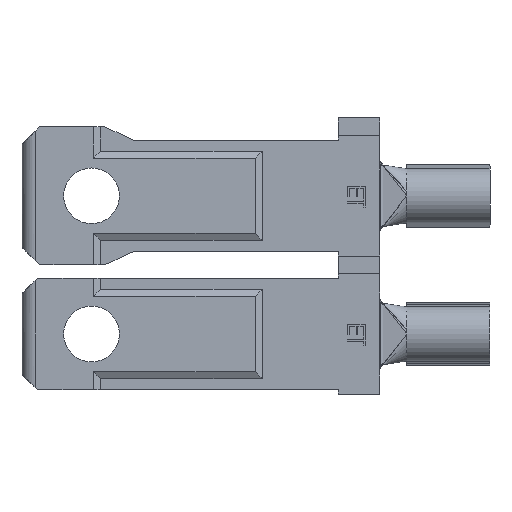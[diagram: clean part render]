
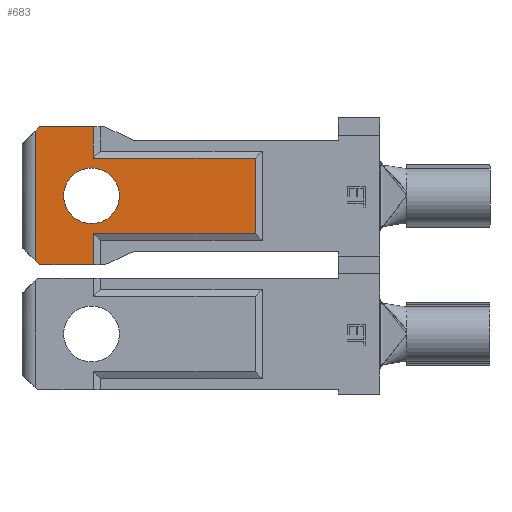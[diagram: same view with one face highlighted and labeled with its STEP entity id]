
A CAD part, front view. The second image highlights one B-rep face of the part: STEP entity #683.
In plain terms, the highlighted planar face has unit normal (0, -1, 0).
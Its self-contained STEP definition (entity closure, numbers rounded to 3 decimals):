
#256 = ORIENTED_EDGE ( 'NONE', *, *, #480, .T. ) ;
#417 = DIRECTION ( 'NONE',  ( 0., 0., -1. ) ) ;
#480 = EDGE_CURVE ( 'NONE', #4887, #6257, #1076, .T. ) ;
#485 = ORIENTED_EDGE ( 'NONE', *, *, #3494, .T. ) ;
#683 = ADVANCED_FACE ( 'NONE', ( #2946, #937 ), #6814, .F. ) ;
#738 = CARTESIAN_POINT ( 'NONE',  ( 3.312, -0.762, 3.937 ) ) ;
#806 = CARTESIAN_POINT ( 'NONE',  ( 3.312, -0.762, 2.144 ) ) ;
#865 = DIRECTION ( 'NONE',  ( 1., 0., 0. ) ) ;
#907 = VERTEX_POINT ( 'NONE', #806 ) ;
#937 = FACE_OUTER_BOUND ( 'NONE', #1133, .T. ) ;
#960 = CARTESIAN_POINT ( 'NONE',  ( 3.2, -0.762, 1.587 ) ) ;
#1006 = VECTOR ( 'NONE', #8472, 1000. ) ;
#1076 = CIRCLE ( 'NONE', #6262, 1.587 ) ;
#1133 = EDGE_LOOP ( 'NONE', ( #4753, #4421, #2529, #2044, #3214, #8187, #4243, #10067, #4498, #4799 ) ) ;
#1157 = CARTESIAN_POINT ( 'NONE',  ( 0.254, -0.762, -3.937 ) ) ;
#1416 = VECTOR ( 'NONE', #5235, 1000. ) ;
#1501 = VERTEX_POINT ( 'NONE', #10155 ) ;
#1688 = CARTESIAN_POINT ( 'NONE',  ( 0.254, -0.762, 3.937 ) ) ;
#1930 = VERTEX_POINT ( 'NONE', #1688 ) ;
#2044 = ORIENTED_EDGE ( 'NONE', *, *, #4253, .F. ) ;
#2144 = VECTOR ( 'NONE', #7597, 1000. ) ;
#2154 = VERTEX_POINT ( 'NONE', #5442 ) ;
#2340 = VERTEX_POINT ( 'NONE', #7126 ) ;
#2351 = DIRECTION ( 'NONE',  ( 1., 0., 0. ) ) ;
#2388 = CARTESIAN_POINT ( 'NONE',  ( 3.2, -0.762, 0. ) ) ;
#2418 = EDGE_CURVE ( 'NONE', #5505, #3339, #10156, .T. ) ;
#2529 = ORIENTED_EDGE ( 'NONE', *, *, #10033, .F. ) ;
#2559 = VERTEX_POINT ( 'NONE', #6679 ) ;
#2588 = LINE ( 'NONE', #3947, #10884 ) ;
#2594 = CARTESIAN_POINT ( 'NONE',  ( 0., -0.762, 3.937 ) ) ;
#2946 = FACE_BOUND ( 'NONE', #9955, .T. ) ;
#3019 = VECTOR ( 'NONE', #8000, 1000. ) ;
#3159 = LINE ( 'NONE', #4374, #1416 ) ;
#3214 = ORIENTED_EDGE ( 'NONE', *, *, #3778, .F. ) ;
#3257 = DIRECTION ( 'NONE',  ( 0., 0., 1. ) ) ;
#3339 = VERTEX_POINT ( 'NONE', #3868 ) ;
#3494 = EDGE_CURVE ( 'NONE', #6257, #4887, #8263, .T. ) ;
#3571 = VECTOR ( 'NONE', #865, 1000. ) ;
#3579 = EDGE_CURVE ( 'NONE', #3842, #4166, #3159, .T. ) ;
#3751 = AXIS2_PLACEMENT_3D ( 'NONE', #9401, #5157, #11098 ) ;
#3778 = EDGE_CURVE ( 'NONE', #1930, #2559, #10395, .T. ) ;
#3814 = VECTOR ( 'NONE', #417, 1000. ) ;
#3837 = DIRECTION ( 'NONE',  ( 1., 0., 0. ) ) ;
#3842 = VERTEX_POINT ( 'NONE', #10376 ) ;
#3868 = CARTESIAN_POINT ( 'NONE',  ( 3.312, -0.762, -3.937 ) ) ;
#3947 = CARTESIAN_POINT ( 'NONE',  ( 0., -0.762, 3.937 ) ) ;
#4166 = VERTEX_POINT ( 'NONE', #10852 ) ;
#4243 = ORIENTED_EDGE ( 'NONE', *, *, #5889, .T. ) ;
#4253 = EDGE_CURVE ( 'NONE', #2559, #907, #10117, .T. ) ;
#4276 = DIRECTION ( 'NONE',  ( 0., 1., 0. ) ) ;
#4374 = CARTESIAN_POINT ( 'NONE',  ( 12.533, -0.762, 2.54 ) ) ;
#4421 = ORIENTED_EDGE ( 'NONE', *, *, #3579, .F. ) ;
#4498 = ORIENTED_EDGE ( 'NONE', *, *, #2418, .T. ) ;
#4671 = CARTESIAN_POINT ( 'NONE',  ( 0.254, -0.762, -3.937 ) ) ;
#4697 = VECTOR ( 'NONE', #2351, 1000. ) ;
#4753 = ORIENTED_EDGE ( 'NONE', *, *, #8814, .T. ) ;
#4799 = ORIENTED_EDGE ( 'NONE', *, *, #5481, .F. ) ;
#4879 = DIRECTION ( 'NONE',  ( 1., 0., 0. ) ) ;
#4887 = VERTEX_POINT ( 'NONE', #8019 ) ;
#5078 = LINE ( 'NONE', #1157, #3019 ) ;
#5157 = DIRECTION ( 'NONE',  ( 0., 1., 0. ) ) ;
#5201 = LINE ( 'NONE', #9983, #9738 ) ;
#5235 = DIRECTION ( 'NONE',  ( 0., 0., -1. ) ) ;
#5442 = CARTESIAN_POINT ( 'NONE',  ( 3.312, -0.762, -2.144 ) ) ;
#5481 = EDGE_CURVE ( 'NONE', #2154, #3339, #6362, .T. ) ;
#5505 = VERTEX_POINT ( 'NONE', #4671 ) ;
#5889 = EDGE_CURVE ( 'NONE', #1501, #2340, #2588, .T. ) ;
#6257 = VERTEX_POINT ( 'NONE', #960 ) ;
#6262 = AXIS2_PLACEMENT_3D ( 'NONE', #9385, #4276, #10236 ) ;
#6362 = LINE ( 'NONE', #8083, #3814 ) ;
#6423 = CARTESIAN_POINT ( 'NONE',  ( 0., -0.762, -3.937 ) ) ;
#6679 = CARTESIAN_POINT ( 'NONE',  ( 3.312, -0.762, 3.937 ) ) ;
#6814 = PLANE ( 'NONE',  #3751 ) ;
#6942 = LINE ( 'NONE', #9178, #4697 ) ;
#6975 = LINE ( 'NONE', #10999, #2144 ) ;
#7126 = CARTESIAN_POINT ( 'NONE',  ( 0., -0.762, -3.683 ) ) ;
#7499 = EDGE_CURVE ( 'NONE', #1930, #1501, #6975, .T. ) ;
#7597 = DIRECTION ( 'NONE',  ( -0.707, 0., -0.707 ) ) ;
#7879 = VECTOR ( 'NONE', #3837, 1000. ) ;
#8000 = DIRECTION ( 'NONE',  ( 0.707, 0., -0.707 ) ) ;
#8019 = CARTESIAN_POINT ( 'NONE',  ( 3.2, -0.762, -1.587 ) ) ;
#8083 = CARTESIAN_POINT ( 'NONE',  ( 3.312, -0.762, 3.937 ) ) ;
#8187 = ORIENTED_EDGE ( 'NONE', *, *, #7499, .T. ) ;
#8263 = CIRCLE ( 'NONE', #10583, 1.587 ) ;
#8393 = DIRECTION ( 'NONE',  ( 0., 1., 0. ) ) ;
#8472 = DIRECTION ( 'NONE',  ( 0., 0., -1. ) ) ;
#8814 = EDGE_CURVE ( 'NONE', #2154, #4166, #6942, .T. ) ;
#9178 = CARTESIAN_POINT ( 'NONE',  ( 2.825, -0.762, -2.144 ) ) ;
#9385 = CARTESIAN_POINT ( 'NONE',  ( 3.2, -0.762, 0. ) ) ;
#9401 = CARTESIAN_POINT ( 'NONE',  ( 0., -0.762, 3.937 ) ) ;
#9738 = VECTOR ( 'NONE', #4879, 1000. ) ;
#9955 = EDGE_LOOP ( 'NONE', ( #485, #256 ) ) ;
#9983 = CARTESIAN_POINT ( 'NONE',  ( 2.825, -0.762, 2.144 ) ) ;
#10033 = EDGE_CURVE ( 'NONE', #907, #3842, #5201, .T. ) ;
#10067 = ORIENTED_EDGE ( 'NONE', *, *, #10527, .T. ) ;
#10117 = LINE ( 'NONE', #738, #1006 ) ;
#10155 = CARTESIAN_POINT ( 'NONE',  ( 0., -0.762, 3.683 ) ) ;
#10156 = LINE ( 'NONE', #6423, #7879 ) ;
#10236 = DIRECTION ( 'NONE',  ( 0., 0., 1. ) ) ;
#10376 = CARTESIAN_POINT ( 'NONE',  ( 12.533, -0.762, 2.144 ) ) ;
#10395 = LINE ( 'NONE', #2594, #3571 ) ;
#10527 = EDGE_CURVE ( 'NONE', #2340, #5505, #5078, .T. ) ;
#10583 = AXIS2_PLACEMENT_3D ( 'NONE', #2388, #8393, #3257 ) ;
#10773 = DIRECTION ( 'NONE',  ( 0., 0., -1. ) ) ;
#10852 = CARTESIAN_POINT ( 'NONE',  ( 12.533, -0.762, -2.144 ) ) ;
#10884 = VECTOR ( 'NONE', #10773, 1000. ) ;
#10999 = CARTESIAN_POINT ( 'NONE',  ( 0.254, -0.762, 3.937 ) ) ;
#11098 = DIRECTION ( 'NONE',  ( 0., 0., 1. ) ) ;
